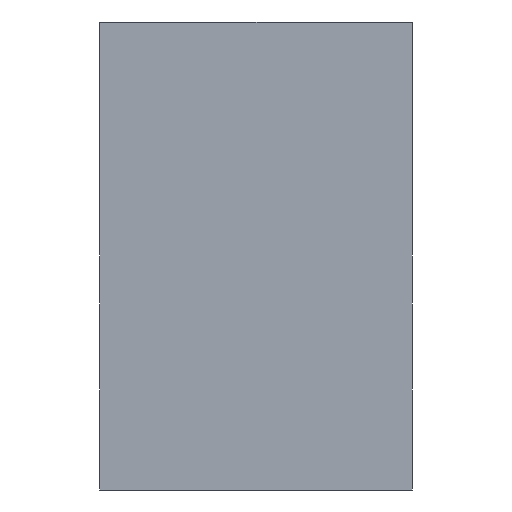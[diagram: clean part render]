
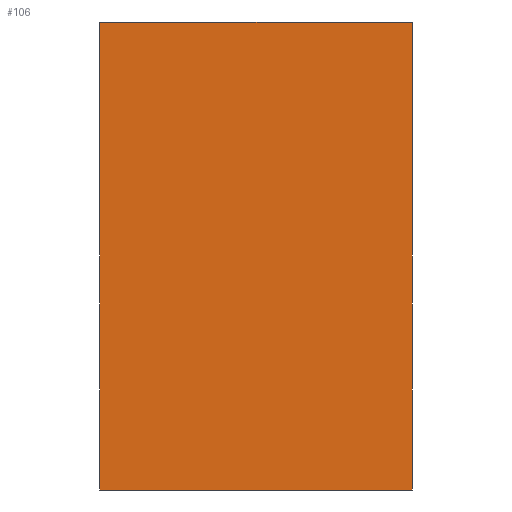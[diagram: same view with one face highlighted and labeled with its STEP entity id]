
A CAD part, left-side view. The second image highlights one B-rep face of the part: STEP entity #106.
In plain terms, the highlighted planar face has unit normal (-1, 0, 0).
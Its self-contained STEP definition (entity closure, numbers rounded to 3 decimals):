
#8 = CARTESIAN_POINT ( 'NONE',  ( -103.5, 1., 1.5 ) ) ;
#25 = CARTESIAN_POINT ( 'NONE',  ( -103.5, 1., 1.5 ) ) ;
#26 = VERTEX_POINT ( 'NONE', #413 ) ;
#29 = VECTOR ( 'NONE', #82, 1000. ) ;
#30 = CARTESIAN_POINT ( 'NONE',  ( -103.5, 1., 1.5 ) ) ;
#33 = VERTEX_POINT ( 'NONE', #284 ) ;
#35 = EDGE_CURVE ( 'NONE', #33, #26, #187, .T. ) ;
#54 = ORIENTED_EDGE ( 'NONE', *, *, #299, .F. ) ;
#78 = EDGE_CURVE ( 'NONE', #243, #127, #224, .T. ) ;
#82 = DIRECTION ( 'NONE',  ( 0., 0., -1. ) ) ;
#106 = ADVANCED_FACE ( 'NONE', ( #245 ), #223, .F. ) ;
#111 = VECTOR ( 'NONE', #337, 1000. ) ;
#120 = EDGE_LOOP ( 'NONE', ( #294, #417, #54, #414 ) ) ;
#127 = VERTEX_POINT ( 'NONE', #30 ) ;
#136 = LINE ( 'NONE', #8, #419 ) ;
#138 = CARTESIAN_POINT ( 'NONE',  ( -103.5, 1., -1.5 ) ) ;
#150 = DIRECTION ( 'NONE',  ( 0., 0., -1. ) ) ;
#159 = CARTESIAN_POINT ( 'NONE',  ( -103.5, -1., 1.5 ) ) ;
#187 = LINE ( 'NONE', #159, #29 ) ;
#203 = DIRECTION ( 'NONE',  ( 0., -1., 0. ) ) ;
#223 = PLANE ( 'NONE',  #270 ) ;
#224 = LINE ( 'NONE', #25, #387 ) ;
#243 = VERTEX_POINT ( 'NONE', #331 ) ;
#245 = FACE_OUTER_BOUND ( 'NONE', #120, .T. ) ;
#248 = EDGE_CURVE ( 'NONE', #127, #33, #136, .T. ) ;
#270 = AXIS2_PLACEMENT_3D ( 'NONE', #370, #349, #150 ) ;
#282 = DIRECTION ( 'NONE',  ( 0., 0., 1. ) ) ;
#284 = CARTESIAN_POINT ( 'NONE',  ( -103.5, -1., 1.5 ) ) ;
#294 = ORIENTED_EDGE ( 'NONE', *, *, #248, .F. ) ;
#299 = EDGE_CURVE ( 'NONE', #26, #243, #334, .T. ) ;
#331 = CARTESIAN_POINT ( 'NONE',  ( -103.5, 1., -1.5 ) ) ;
#334 = LINE ( 'NONE', #138, #111 ) ;
#337 = DIRECTION ( 'NONE',  ( 0., 1., 0. ) ) ;
#349 = DIRECTION ( 'NONE',  ( 1., 0., 0. ) ) ;
#370 = CARTESIAN_POINT ( 'NONE',  ( -103.5, 0., 0. ) ) ;
#387 = VECTOR ( 'NONE', #282, 1000. ) ;
#413 = CARTESIAN_POINT ( 'NONE',  ( -103.5, -1., -1.5 ) ) ;
#414 = ORIENTED_EDGE ( 'NONE', *, *, #35, .F. ) ;
#417 = ORIENTED_EDGE ( 'NONE', *, *, #78, .F. ) ;
#419 = VECTOR ( 'NONE', #203, 1000. ) ;
